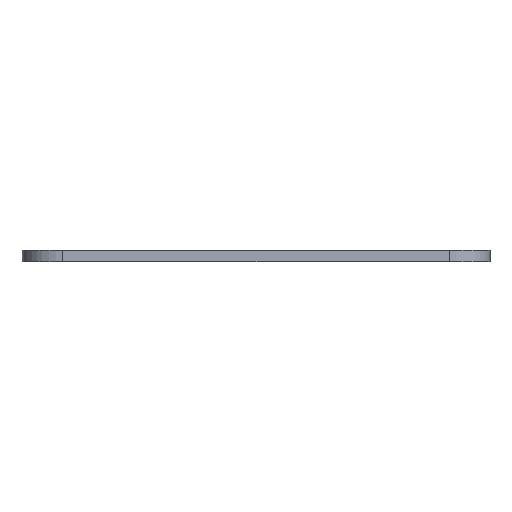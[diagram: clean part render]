
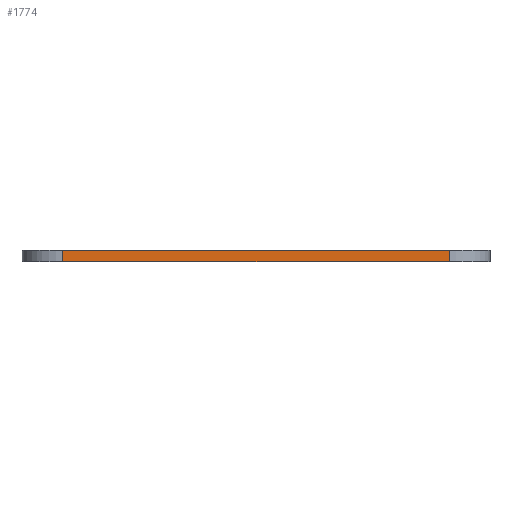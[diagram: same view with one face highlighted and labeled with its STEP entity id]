
A CAD part, left-side view. The second image highlights one B-rep face of the part: STEP entity #1774.
In plain terms, the highlighted planar face has unit normal (-1, 0, 0).
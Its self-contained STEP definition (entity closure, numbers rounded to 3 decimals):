
#260=CARTESIAN_POINT('',(-20.,16.5,0.5));
#261=VERTEX_POINT('',#260);
#269=CARTESIAN_POINT('',(-20.,-16.5,0.5));
#270=VERTEX_POINT('',#269);
#271=CARTESIAN_POINT('',(-20.,-16.5,0.5));
#272=DIRECTION('',(0.0,1.0,0.0));
#273=VECTOR('',#272,33.0);
#274=LINE('',#271,#273);
#275=EDGE_CURVE('',#270,#261,#274,.T.);
#1082=CARTESIAN_POINT('',(-20.,-16.5,-0.5));
#1083=VERTEX_POINT('',#1082);
#1091=CARTESIAN_POINT('',(-20.,16.5,-0.5));
#1092=VERTEX_POINT('',#1091);
#1093=CARTESIAN_POINT('',(-20.,16.5,-0.5));
#1094=DIRECTION('',(0.0,-1.0,0.0));
#1095=VECTOR('',#1094,33.0);
#1096=LINE('',#1093,#1095);
#1097=EDGE_CURVE('',#1092,#1083,#1096,.T.);
#1749=CARTESIAN_POINT('',(-20.,16.5,-0.5));
#1750=DIRECTION('',(0.0,0.0,1.0));
#1751=VECTOR('',#1750,1.0);
#1752=LINE('',#1749,#1751);
#1753=EDGE_CURVE('',#1092,#261,#1752,.T.);
#1758=CARTESIAN_POINT('',(-20.,-20.0,0.0));
#1759=DIRECTION('',(-1.0,0.0,0.0));
#1760=DIRECTION('',(0.0,0.0,1.0));
#1761=AXIS2_PLACEMENT_3D('',#1758,#1759,#1760);
#1762=PLANE('',#1761);
#1763=ORIENTED_EDGE('',*,*,#1753,.F.);
#1764=ORIENTED_EDGE('',*,*,#1097,.T.);
#1765=CARTESIAN_POINT('',(-20.,-16.5,0.5));
#1766=DIRECTION('',(0.0,0.0,-1.0));
#1767=VECTOR('',#1766,1.0);
#1768=LINE('',#1765,#1767);
#1769=EDGE_CURVE('',#270,#1083,#1768,.T.);
#1770=ORIENTED_EDGE('',*,*,#1769,.F.);
#1771=ORIENTED_EDGE('',*,*,#275,.T.);
#1772=EDGE_LOOP('',(#1763,#1764,#1770,#1771));
#1773=FACE_OUTER_BOUND('',#1772,.T.);
#1774=ADVANCED_FACE('',(#1773),#1762,.T.);
